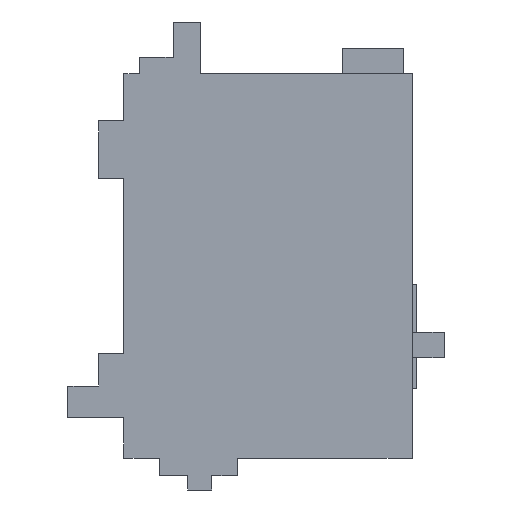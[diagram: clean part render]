
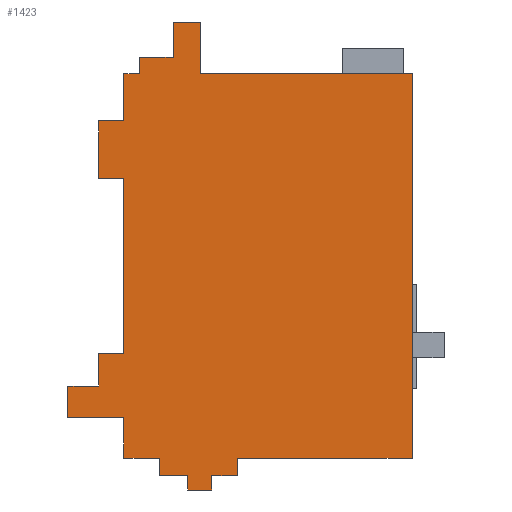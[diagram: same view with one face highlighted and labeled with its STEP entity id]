
A CAD part, front view. The second image highlights one B-rep face of the part: STEP entity #1423.
In plain terms, the highlighted planar face has unit normal (0, -1, 0).
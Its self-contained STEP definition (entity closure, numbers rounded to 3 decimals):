
#27=FACE_OUTER_BOUND('',#103,.T.);
#103=EDGE_LOOP('',(#961,#962,#963,#964,#965,#966,#967,#968,#969,#970,#971,
#972,#973,#974,#975,#976,#977,#978,#979,#980,#981,#982,#983,#984,#985,#986,
#987,#988));
#174=LINE('',#1950,#380);
#177=LINE('',#1957,#383);
#181=LINE('',#1964,#387);
#186=LINE('',#1974,#392);
#187=LINE('',#1976,#393);
#191=LINE('',#1983,#397);
#192=LINE('',#1986,#398);
#200=LINE('',#2002,#406);
#201=LINE('',#2004,#407);
#202=LINE('',#2006,#408);
#203=LINE('',#2008,#409);
#204=LINE('',#2010,#410);
#205=LINE('',#2012,#411);
#206=LINE('',#2014,#412);
#207=LINE('',#2016,#413);
#208=LINE('',#2018,#414);
#209=LINE('',#2020,#415);
#210=LINE('',#2022,#416);
#211=LINE('',#2024,#417);
#212=LINE('',#2026,#418);
#213=LINE('',#2028,#419);
#214=LINE('',#2030,#420);
#215=LINE('',#2032,#421);
#216=LINE('',#2034,#422);
#217=LINE('',#2036,#423);
#218=LINE('',#2038,#424);
#219=LINE('',#2040,#425);
#220=LINE('',#2041,#426);
#380=VECTOR('',#1589,10.);
#383=VECTOR('',#1594,10.);
#387=VECTOR('',#1600,10.);
#392=VECTOR('',#1607,10.);
#393=VECTOR('',#1610,10.);
#397=VECTOR('',#1616,10.);
#398=VECTOR('',#1619,10.);
#406=VECTOR('',#1629,10.);
#407=VECTOR('',#1630,10.);
#408=VECTOR('',#1631,10.);
#409=VECTOR('',#1632,10.);
#410=VECTOR('',#1633,10.);
#411=VECTOR('',#1634,10.);
#412=VECTOR('',#1635,10.);
#413=VECTOR('',#1636,10.);
#414=VECTOR('',#1637,10.);
#415=VECTOR('',#1638,10.);
#416=VECTOR('',#1639,10.);
#417=VECTOR('',#1640,10.);
#418=VECTOR('',#1641,10.);
#419=VECTOR('',#1642,10.);
#420=VECTOR('',#1643,10.);
#421=VECTOR('',#1644,10.);
#422=VECTOR('',#1645,10.);
#423=VECTOR('',#1646,10.);
#424=VECTOR('',#1647,10.);
#425=VECTOR('',#1648,10.);
#426=VECTOR('',#1649,10.);
#585=VERTEX_POINT('',#1946);
#587=VERTEX_POINT('',#1949);
#589=VERTEX_POINT('',#1955);
#590=VERTEX_POINT('',#1956);
#594=VERTEX_POINT('',#1968);
#596=VERTEX_POINT('',#1972);
#598=VERTEX_POINT('',#1981);
#599=VERTEX_POINT('',#1985);
#606=VERTEX_POINT('',#2001);
#607=VERTEX_POINT('',#2003);
#608=VERTEX_POINT('',#2005);
#609=VERTEX_POINT('',#2007);
#610=VERTEX_POINT('',#2009);
#611=VERTEX_POINT('',#2011);
#612=VERTEX_POINT('',#2013);
#613=VERTEX_POINT('',#2015);
#614=VERTEX_POINT('',#2017);
#615=VERTEX_POINT('',#2019);
#616=VERTEX_POINT('',#2021);
#617=VERTEX_POINT('',#2023);
#618=VERTEX_POINT('',#2025);
#619=VERTEX_POINT('',#2027);
#620=VERTEX_POINT('',#2029);
#621=VERTEX_POINT('',#2031);
#622=VERTEX_POINT('',#2033);
#623=VERTEX_POINT('',#2035);
#624=VERTEX_POINT('',#2037);
#625=VERTEX_POINT('',#2039);
#723=EDGE_CURVE('',#587,#585,#174,.T.);
#726=EDGE_CURVE('',#589,#590,#177,.T.);
#730=EDGE_CURVE('',#590,#587,#181,.T.);
#735=EDGE_CURVE('',#596,#594,#186,.T.);
#736=EDGE_CURVE('',#589,#596,#187,.T.);
#740=EDGE_CURVE('',#585,#598,#191,.T.);
#741=EDGE_CURVE('',#599,#594,#192,.T.);
#749=EDGE_CURVE('',#598,#606,#200,.T.);
#750=EDGE_CURVE('',#607,#606,#201,.T.);
#751=EDGE_CURVE('',#608,#607,#202,.T.);
#752=EDGE_CURVE('',#609,#608,#203,.T.);
#753=EDGE_CURVE('',#610,#609,#204,.T.);
#754=EDGE_CURVE('',#611,#610,#205,.T.);
#755=EDGE_CURVE('',#612,#611,#206,.T.);
#756=EDGE_CURVE('',#613,#612,#207,.T.);
#757=EDGE_CURVE('',#613,#614,#208,.T.);
#758=EDGE_CURVE('',#614,#615,#209,.T.);
#759=EDGE_CURVE('',#615,#616,#210,.T.);
#760=EDGE_CURVE('',#617,#616,#211,.T.);
#761=EDGE_CURVE('',#618,#617,#212,.T.);
#762=EDGE_CURVE('',#619,#618,#213,.T.);
#763=EDGE_CURVE('',#619,#620,#214,.T.);
#764=EDGE_CURVE('',#620,#621,#215,.T.);
#765=EDGE_CURVE('',#621,#622,#216,.T.);
#766=EDGE_CURVE('',#622,#623,#217,.T.);
#767=EDGE_CURVE('',#623,#624,#218,.T.);
#768=EDGE_CURVE('',#624,#625,#219,.T.);
#769=EDGE_CURVE('',#625,#599,#220,.T.);
#961=ORIENTED_EDGE('',*,*,#740,.T.);
#962=ORIENTED_EDGE('',*,*,#749,.T.);
#963=ORIENTED_EDGE('',*,*,#750,.F.);
#964=ORIENTED_EDGE('',*,*,#751,.F.);
#965=ORIENTED_EDGE('',*,*,#752,.F.);
#966=ORIENTED_EDGE('',*,*,#753,.F.);
#967=ORIENTED_EDGE('',*,*,#754,.F.);
#968=ORIENTED_EDGE('',*,*,#755,.F.);
#969=ORIENTED_EDGE('',*,*,#756,.F.);
#970=ORIENTED_EDGE('',*,*,#757,.T.);
#971=ORIENTED_EDGE('',*,*,#758,.T.);
#972=ORIENTED_EDGE('',*,*,#759,.T.);
#973=ORIENTED_EDGE('',*,*,#760,.F.);
#974=ORIENTED_EDGE('',*,*,#761,.F.);
#975=ORIENTED_EDGE('',*,*,#762,.F.);
#976=ORIENTED_EDGE('',*,*,#763,.T.);
#977=ORIENTED_EDGE('',*,*,#764,.T.);
#978=ORIENTED_EDGE('',*,*,#765,.T.);
#979=ORIENTED_EDGE('',*,*,#766,.T.);
#980=ORIENTED_EDGE('',*,*,#767,.T.);
#981=ORIENTED_EDGE('',*,*,#768,.T.);
#982=ORIENTED_EDGE('',*,*,#769,.T.);
#983=ORIENTED_EDGE('',*,*,#741,.T.);
#984=ORIENTED_EDGE('',*,*,#735,.F.);
#985=ORIENTED_EDGE('',*,*,#736,.F.);
#986=ORIENTED_EDGE('',*,*,#726,.T.);
#987=ORIENTED_EDGE('',*,*,#730,.T.);
#988=ORIENTED_EDGE('',*,*,#723,.T.);
#1347=PLANE('',#1515);
#1423=ADVANCED_FACE('',(#27),#1347,.F.);
#1515=AXIS2_PLACEMENT_3D('',#2000,#1627,#1628);
#1589=DIRECTION('',(1.,0.,0.));
#1594=DIRECTION('',(-1.,0.,0.));
#1600=DIRECTION('',(0.,0.,-1.));
#1607=DIRECTION('',(1.,0.,0.));
#1610=DIRECTION('',(0.,0.,1.));
#1616=DIRECTION('',(0.,0.,-1.));
#1619=DIRECTION('',(0.,0.,-1.));
#1627=DIRECTION('center_axis',(0.,1.,0.));
#1628=DIRECTION('ref_axis',(1.,0.,0.));
#1629=DIRECTION('',(1.,0.,0.));
#1630=DIRECTION('',(0.,0.,1.));
#1631=DIRECTION('',(-1.,0.,0.));
#1632=DIRECTION('',(0.,0.,1.));
#1633=DIRECTION('',(-1.,0.,0.));
#1634=DIRECTION('',(0.,0.,-1.));
#1635=DIRECTION('',(-1.,0.,0.));
#1636=DIRECTION('',(0.,0.,-1.));
#1637=DIRECTION('',(1.,0.,0.));
#1638=DIRECTION('',(0.,0.,1.));
#1639=DIRECTION('',(-1.,0.,0.));
#1640=DIRECTION('',(0.,0.,-1.));
#1641=DIRECTION('',(1.,0.,0.));
#1642=DIRECTION('',(0.,0.,1.));
#1643=DIRECTION('',(-1.,0.,0.));
#1644=DIRECTION('',(0.,0.,-1.));
#1645=DIRECTION('',(-1.,0.,0.));
#1646=DIRECTION('',(0.,0.,-1.));
#1647=DIRECTION('',(-1.,0.,0.));
#1648=DIRECTION('',(0.,0.,-1.));
#1649=DIRECTION('',(1.,0.,0.));
#1946=CARTESIAN_POINT('',(-68.826,0.,-38.743));
#1949=CARTESIAN_POINT('',(-82.593,0.,-38.743));
#1950=CARTESIAN_POINT('',(-82.593,0.,-38.743));
#1955=CARTESIAN_POINT('',(-75.,0.,-30.994));
#1956=CARTESIAN_POINT('',(-82.593,0.,-30.994));
#1957=CARTESIAN_POINT('',(-68.328,0.,-30.994));
#1964=CARTESIAN_POINT('',(-82.593,0.,-30.994));
#1968=CARTESIAN_POINT('',(-68.826,0.,-23.07));
#1972=CARTESIAN_POINT('',(-75.,0.,-23.07));
#1974=CARTESIAN_POINT('',(-75.,0.,-23.07));
#1976=CARTESIAN_POINT('',(-75.,0.,-30.994));
#1981=CARTESIAN_POINT('',(-68.826,0.,-48.752));
#1983=CARTESIAN_POINT('',(-68.826,0.,45.715));
#1985=CARTESIAN_POINT('',(-68.826,0.,20.));
#1986=CARTESIAN_POINT('',(-68.826,0.,45.715));
#2000=CARTESIAN_POINT('Origin',(-32.81,0.,-0.337));
#2001=CARTESIAN_POINT('',(-60.079,0.,-48.752));
#2002=CARTESIAN_POINT('',(-68.826,0.,-48.752));
#2003=CARTESIAN_POINT('',(-60.079,0.,-53.027));
#2004=CARTESIAN_POINT('',(-60.079,0.,-53.027));
#2005=CARTESIAN_POINT('',(-53.162,0.,-53.027));
#2006=CARTESIAN_POINT('',(-40.957,0.,-53.027));
#2007=CARTESIAN_POINT('',(-53.162,0.,-56.553));
#2008=CARTESIAN_POINT('',(-53.162,0.,-56.553));
#2009=CARTESIAN_POINT('',(-47.195,0.,-56.553));
#2010=CARTESIAN_POINT('',(-47.195,0.,-56.553));
#2011=CARTESIAN_POINT('',(-47.195,0.,-53.027));
#2012=CARTESIAN_POINT('',(-47.195,0.,-53.027));
#2013=CARTESIAN_POINT('',(-40.957,0.,-53.027));
#2014=CARTESIAN_POINT('',(-40.957,0.,-53.027));
#2015=CARTESIAN_POINT('',(-40.957,0.,-48.752));
#2016=CARTESIAN_POINT('',(-40.957,0.,-48.687));
#2017=CARTESIAN_POINT('',(2.024,0.,-48.752));
#2018=CARTESIAN_POINT('',(-68.826,0.,-48.752));
#2019=CARTESIAN_POINT('',(2.024,0.,45.715));
#2020=CARTESIAN_POINT('',(2.024,0.,-48.752));
#2021=CARTESIAN_POINT('',(-50.,0.,45.715));
#2022=CARTESIAN_POINT('',(2.024,0.,45.715));
#2023=CARTESIAN_POINT('',(-50.,0.,58.466));
#2024=CARTESIAN_POINT('',(-50.,0.,58.466));
#2025=CARTESIAN_POINT('',(-56.705,0.,58.466));
#2026=CARTESIAN_POINT('',(-56.705,0.,58.466));
#2027=CARTESIAN_POINT('',(-56.705,0.,49.837));
#2028=CARTESIAN_POINT('',(-56.705,0.,45.));
#2029=CARTESIAN_POINT('',(-65.,0.,49.837));
#2030=CARTESIAN_POINT('',(-56.705,0.,49.837));
#2031=CARTESIAN_POINT('',(-65.,0.,45.715));
#2032=CARTESIAN_POINT('',(-65.,0.,49.837));
#2033=CARTESIAN_POINT('',(-68.826,0.,45.715));
#2034=CARTESIAN_POINT('',(2.024,0.,45.715));
#2035=CARTESIAN_POINT('',(-68.826,0.,34.164));
#2036=CARTESIAN_POINT('',(-68.826,0.,45.715));
#2037=CARTESIAN_POINT('',(-75.,0.,34.164));
#2038=CARTESIAN_POINT('',(-68.328,0.,34.164));
#2039=CARTESIAN_POINT('',(-75.,0.,20.));
#2040=CARTESIAN_POINT('',(-75.,0.,34.164));
#2041=CARTESIAN_POINT('',(-75.,0.,20.));
